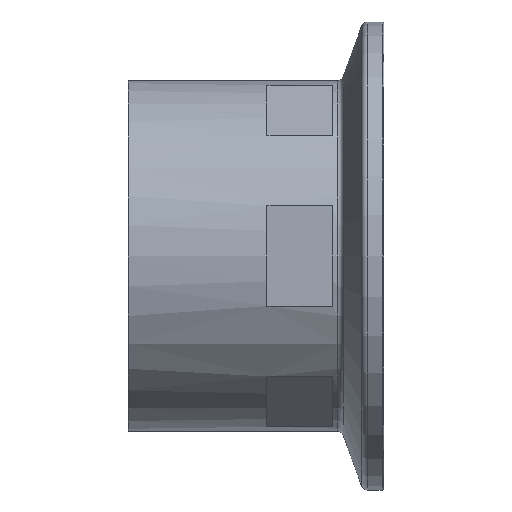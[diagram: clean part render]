
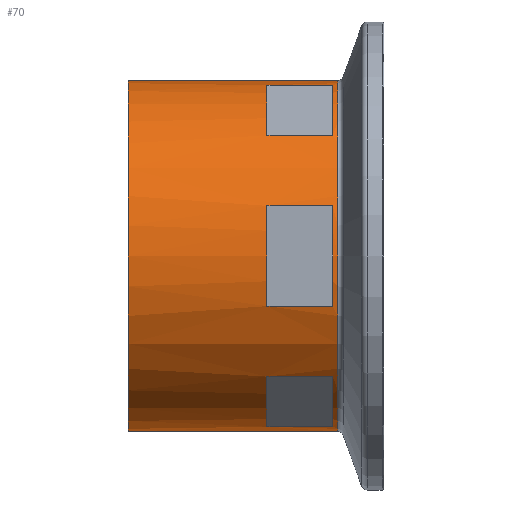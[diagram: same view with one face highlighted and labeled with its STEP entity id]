
A CAD part, left-side view. The second image highlights one B-rep face of the part: STEP entity #70.
In plain terms, the highlighted cylindrical face has radius 24 mm (diameter 48 mm), a partial arc.
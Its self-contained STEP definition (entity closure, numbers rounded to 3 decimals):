
#2 = LINE ( 'NONE', #666, #823 ) ;
#22 = EDGE_CURVE ( 'NONE', #181, #967, #331, .T. ) ;
#26 = VERTEX_POINT ( 'NONE', #251 ) ;
#34 = DIRECTION ( 'NONE',  ( 0., 0., 1. ) ) ;
#52 = DIRECTION ( 'NONE',  ( 0., 0., 1. ) ) ;
#59 = DIRECTION ( 'NONE',  ( 0., 1., 0. ) ) ;
#70 = ADVANCED_FACE ( 'NONE', ( #265, #949, #202, #872 ), #485, .T. ) ;
#85 = DIRECTION ( 'NONE',  ( 0., 1., 0. ) ) ;
#89 = VECTOR ( 'NONE', #632, 1000. ) ;
#101 = CARTESIAN_POINT ( 'NONE',  ( -5.563, 0., 23.346 ) ) ;
#107 = CARTESIAN_POINT ( 'NONE',  ( 0., 0., 0. ) ) ;
#113 = CARTESIAN_POINT ( 'NONE',  ( 0., 7., 0. ) ) ;
#142 = VERTEX_POINT ( 'NONE', #195 ) ;
#143 = CARTESIAN_POINT ( 'NONE',  ( 0., 35., 0. ) ) ;
#153 = EDGE_CURVE ( 'NONE', #26, #1200, #218, .T. ) ;
#177 = DIRECTION ( 'NONE',  ( 0., 0., -1. ) ) ;
#179 = ORIENTED_EDGE ( 'NONE', *, *, #427, .F. ) ;
#181 = VERTEX_POINT ( 'NONE', #866 ) ;
#182 = EDGE_CURVE ( 'NONE', #967, #142, #588, .T. ) ;
#187 = DIRECTION ( 'NONE',  ( 0., 0., -1. ) ) ;
#195 = CARTESIAN_POINT ( 'NONE',  ( -5.563, 16., 23.346 ) ) ;
#201 = EDGE_CURVE ( 'NONE', #701, #555, #298, .T. ) ;
#202 = FACE_BOUND ( 'NONE', #777, .T. ) ;
#218 = CIRCLE ( 'NONE', #254, 24. ) ;
#223 = DIRECTION ( 'NONE',  ( 0., 0., 1. ) ) ;
#228 = CARTESIAN_POINT ( 'NONE',  ( -17.437, 7., -16.491 ) ) ;
#235 = ORIENTED_EDGE ( 'NONE', *, *, #153, .F. ) ;
#251 = CARTESIAN_POINT ( 'NONE',  ( -23., 7., -6.856 ) ) ;
#252 = LINE ( 'NONE', #825, #89 ) ;
#254 = AXIS2_PLACEMENT_3D ( 'NONE', #113, #1256, #408 ) ;
#255 = EDGE_CURVE ( 'NONE', #675, #715, #615, .T. ) ;
#257 = AXIS2_PLACEMENT_3D ( 'NONE', #1096, #894, #34 ) ;
#265 = FACE_OUTER_BOUND ( 'NONE', #1120, .T. ) ;
#278 = VERTEX_POINT ( 'NONE', #904 ) ;
#283 = ORIENTED_EDGE ( 'NONE', *, *, #953, .F. ) ;
#285 = EDGE_CURVE ( 'NONE', #1148, #1220, #640, .T. ) ;
#286 = CARTESIAN_POINT ( 'NONE',  ( -5.563, 7., 23.346 ) ) ;
#294 = EDGE_CURVE ( 'NONE', #142, #851, #377, .T. ) ;
#298 = LINE ( 'NONE', #594, #1123 ) ;
#317 = ORIENTED_EDGE ( 'NONE', *, *, #335, .F. ) ;
#328 = VECTOR ( 'NONE', #1253, 1000. ) ;
#331 = CIRCLE ( 'NONE', #886, 24. ) ;
#335 = EDGE_CURVE ( 'NONE', #1200, #363, #444, .T. ) ;
#345 = CARTESIAN_POINT ( 'NONE',  ( -23., 7., 6.856 ) ) ;
#357 = CARTESIAN_POINT ( 'NONE',  ( 0., 6.322, -24. ) ) ;
#363 = VERTEX_POINT ( 'NONE', #1043 ) ;
#373 = AXIS2_PLACEMENT_3D ( 'NONE', #927, #629, #1122 ) ;
#377 = CIRCLE ( 'NONE', #437, 24. ) ;
#379 = AXIS2_PLACEMENT_3D ( 'NONE', #107, #982, #187 ) ;
#393 = DIRECTION ( 'NONE',  ( 0., 1., 0. ) ) ;
#408 = DIRECTION ( 'NONE',  ( 1., 0., 0. ) ) ;
#416 = AXIS2_PLACEMENT_3D ( 'NONE', #766, #85, #177 ) ;
#419 = LINE ( 'NONE', #1194, #637 ) ;
#421 = CARTESIAN_POINT ( 'NONE',  ( 0., 0., -24. ) ) ;
#427 = EDGE_CURVE ( 'NONE', #1220, #948, #586, .T. ) ;
#430 = CARTESIAN_POINT ( 'NONE',  ( 0., 16., 0. ) ) ;
#437 = AXIS2_PLACEMENT_3D ( 'NONE', #811, #1195, #223 ) ;
#440 = DIRECTION ( 'NONE',  ( 0., -1., 0. ) ) ;
#444 = LINE ( 'NONE', #753, #938 ) ;
#451 = CARTESIAN_POINT ( 'NONE',  ( 0., 35., 24. ) ) ;
#484 = EDGE_CURVE ( 'NONE', #1085, #1148, #2, .T. ) ;
#485 = CYLINDRICAL_SURFACE ( 'NONE', #379, 24. ) ;
#527 = ORIENTED_EDGE ( 'NONE', *, *, #22, .F. ) ;
#528 = CARTESIAN_POINT ( 'NONE',  ( -5.563, 16., -23.346 ) ) ;
#555 = VERTEX_POINT ( 'NONE', #722 ) ;
#561 = CARTESIAN_POINT ( 'NONE',  ( 0., 7., 0. ) ) ;
#567 = EDGE_CURVE ( 'NONE', #363, #278, #951, .T. ) ;
#586 = LINE ( 'NONE', #973, #328 ) ;
#588 = LINE ( 'NONE', #101, #1068 ) ;
#594 = CARTESIAN_POINT ( 'NONE',  ( 0., 0., 24. ) ) ;
#604 = ORIENTED_EDGE ( 'NONE', *, *, #285, .F. ) ;
#615 = LINE ( 'NONE', #421, #862 ) ;
#629 = DIRECTION ( 'NONE',  ( 0., 1., 0. ) ) ;
#632 = DIRECTION ( 'NONE',  ( 0., -1., 0. ) ) ;
#637 = VECTOR ( 'NONE', #1083, 1000. ) ;
#640 = CIRCLE ( 'NONE', #257, 24. ) ;
#641 = CARTESIAN_POINT ( 'NONE',  ( 0., 35., -24. ) ) ;
#666 = CARTESIAN_POINT ( 'NONE',  ( -17.437, 0., -16.491 ) ) ;
#668 = EDGE_CURVE ( 'NONE', #278, #26, #252, .T. ) ;
#675 = VERTEX_POINT ( 'NONE', #641 ) ;
#696 = ORIENTED_EDGE ( 'NONE', *, *, #182, .F. ) ;
#701 = VERTEX_POINT ( 'NONE', #451 ) ;
#715 = VERTEX_POINT ( 'NONE', #357 ) ;
#722 = CARTESIAN_POINT ( 'NONE',  ( 0., 6.322, 24. ) ) ;
#736 = CARTESIAN_POINT ( 'NONE',  ( -17.437, 16., 16.491 ) ) ;
#739 = ORIENTED_EDGE ( 'NONE', *, *, #567, .F. ) ;
#753 = CARTESIAN_POINT ( 'NONE',  ( -23., 0., 6.856 ) ) ;
#760 = ORIENTED_EDGE ( 'NONE', *, *, #1244, .T. ) ;
#766 = CARTESIAN_POINT ( 'NONE',  ( 0., 7., 0. ) ) ;
#767 = DIRECTION ( 'NONE',  ( 0., 1., 0. ) ) ;
#777 = EDGE_LOOP ( 'NONE', ( #527, #881, #918, #696 ) ) ;
#811 = CARTESIAN_POINT ( 'NONE',  ( 0., 16., 0. ) ) ;
#823 = VECTOR ( 'NONE', #767, 1000. ) ;
#825 = CARTESIAN_POINT ( 'NONE',  ( -23., 0., -6.856 ) ) ;
#827 = DIRECTION ( 'NONE',  ( 0., 0., -1. ) ) ;
#831 = ORIENTED_EDGE ( 'NONE', *, *, #484, .F. ) ;
#851 = VERTEX_POINT ( 'NONE', #736 ) ;
#859 = ORIENTED_EDGE ( 'NONE', *, *, #1201, .T. ) ;
#862 = VECTOR ( 'NONE', #891, 1000. ) ;
#866 = CARTESIAN_POINT ( 'NONE',  ( -17.437, 7., 16.491 ) ) ;
#872 = FACE_BOUND ( 'NONE', #987, .T. ) ;
#881 = ORIENTED_EDGE ( 'NONE', *, *, #1111, .F. ) ;
#886 = AXIS2_PLACEMENT_3D ( 'NONE', #561, #59, #1117 ) ;
#891 = DIRECTION ( 'NONE',  ( 0., -1., 0. ) ) ;
#894 = DIRECTION ( 'NONE',  ( 0., -1., 0. ) ) ;
#904 = CARTESIAN_POINT ( 'NONE',  ( -23., 16., -6.856 ) ) ;
#905 = DIRECTION ( 'NONE',  ( 0., -1., 0. ) ) ;
#918 = ORIENTED_EDGE ( 'NONE', *, *, #294, .F. ) ;
#927 = CARTESIAN_POINT ( 'NONE',  ( 0., 6.322, 0. ) ) ;
#935 = CIRCLE ( 'NONE', #373, 24. ) ;
#938 = VECTOR ( 'NONE', #1033, 1000. ) ;
#948 = VERTEX_POINT ( 'NONE', #1158 ) ;
#949 = FACE_BOUND ( 'NONE', #1162, .T. ) ;
#951 = CIRCLE ( 'NONE', #954, 24. ) ;
#953 = EDGE_CURVE ( 'NONE', #948, #1085, #1101, .T. ) ;
#954 = AXIS2_PLACEMENT_3D ( 'NONE', #430, #905, #52 ) ;
#962 = ORIENTED_EDGE ( 'NONE', *, *, #201, .F. ) ;
#967 = VERTEX_POINT ( 'NONE', #286 ) ;
#973 = CARTESIAN_POINT ( 'NONE',  ( -5.563, 0., -23.346 ) ) ;
#975 = DIRECTION ( 'NONE',  ( 0., -1., 0. ) ) ;
#982 = DIRECTION ( 'NONE',  ( 0., -1., 0. ) ) ;
#987 = EDGE_LOOP ( 'NONE', ( #604, #831, #283, #179 ) ) ;
#1031 = CARTESIAN_POINT ( 'NONE',  ( -17.437, 16., -16.491 ) ) ;
#1033 = DIRECTION ( 'NONE',  ( 0., 1., 0. ) ) ;
#1043 = CARTESIAN_POINT ( 'NONE',  ( -23., 16., 6.856 ) ) ;
#1044 = ORIENTED_EDGE ( 'NONE', *, *, #255, .T. ) ;
#1068 = VECTOR ( 'NONE', #393, 1000. ) ;
#1083 = DIRECTION ( 'NONE',  ( 0., -1., 0. ) ) ;
#1085 = VERTEX_POINT ( 'NONE', #228 ) ;
#1096 = CARTESIAN_POINT ( 'NONE',  ( 0., 16., 0. ) ) ;
#1101 = CIRCLE ( 'NONE', #416, 24. ) ;
#1111 = EDGE_CURVE ( 'NONE', #851, #181, #419, .T. ) ;
#1117 = DIRECTION ( 'NONE',  ( 0., 0., -1. ) ) ;
#1120 = EDGE_LOOP ( 'NONE', ( #962, #760, #1044, #859 ) ) ;
#1122 = DIRECTION ( 'NONE',  ( 0., 0., 1. ) ) ;
#1123 = VECTOR ( 'NONE', #975, 1000. ) ;
#1125 = ORIENTED_EDGE ( 'NONE', *, *, #668, .F. ) ;
#1142 = AXIS2_PLACEMENT_3D ( 'NONE', #143, #440, #827 ) ;
#1148 = VERTEX_POINT ( 'NONE', #1031 ) ;
#1158 = CARTESIAN_POINT ( 'NONE',  ( -5.563, 7., -23.346 ) ) ;
#1162 = EDGE_LOOP ( 'NONE', ( #739, #317, #235, #1125 ) ) ;
#1189 = CIRCLE ( 'NONE', #1142, 24. ) ;
#1194 = CARTESIAN_POINT ( 'NONE',  ( -17.437, 0., 16.491 ) ) ;
#1195 = DIRECTION ( 'NONE',  ( 0., -1., 0. ) ) ;
#1200 = VERTEX_POINT ( 'NONE', #345 ) ;
#1201 = EDGE_CURVE ( 'NONE', #715, #555, #935, .T. ) ;
#1220 = VERTEX_POINT ( 'NONE', #528 ) ;
#1244 = EDGE_CURVE ( 'NONE', #701, #675, #1189, .T. ) ;
#1253 = DIRECTION ( 'NONE',  ( 0., -1., 0. ) ) ;
#1256 = DIRECTION ( 'NONE',  ( 0., 1., 0. ) ) ;
